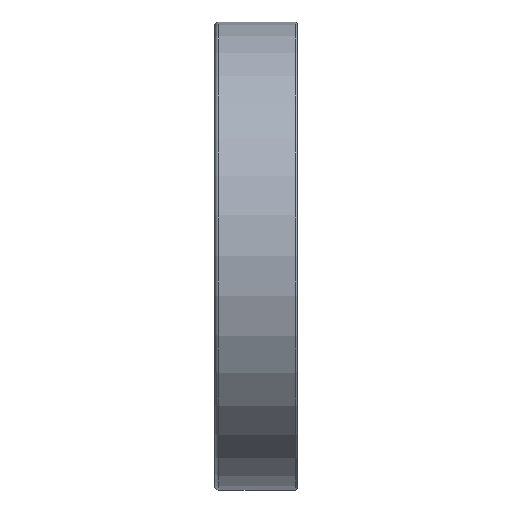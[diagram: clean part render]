
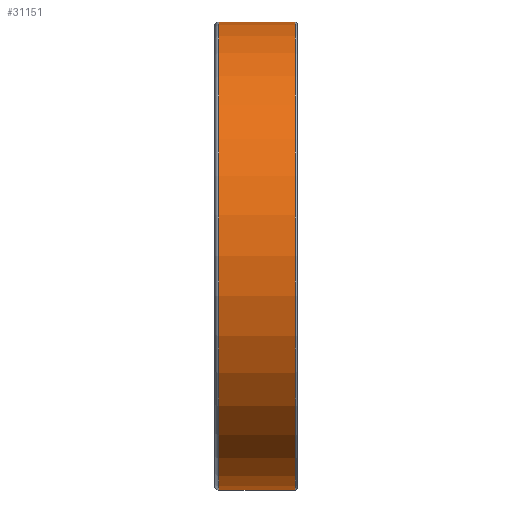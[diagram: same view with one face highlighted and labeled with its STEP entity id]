
A CAD part, top view. The second image highlights one B-rep face of the part: STEP entity #31151.
In plain terms, the highlighted cylindrical face has radius 34 mm (diameter 68 mm), a partial arc.
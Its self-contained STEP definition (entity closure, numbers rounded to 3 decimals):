
#19858=DIRECTION('',(-1.,0.,0.));
#19859=VECTOR('',#19858,11.1);
#19860=CARTESIAN_POINT('',(5.7,34.,0.));
#19861=LINE('',#19860,#19859);
#19865=DIRECTION('',(-1.,0.,0.));
#19866=VECTOR('',#19865,11.1);
#19867=CARTESIAN_POINT('',(5.7,-34.,0.));
#19868=LINE('',#19867,#19866);
#19880=CARTESIAN_POINT('',(5.7,0.,0.));
#19881=DIRECTION('',(1.,0.,0.));
#19882=DIRECTION('',(0.,1.,0.));
#19883=AXIS2_PLACEMENT_3D('',#19880,#19881,#19882);
#19888=CARTESIAN_POINT('',(-5.4,0.,0.));
#19889=DIRECTION('',(1.,0.,0.));
#19890=DIRECTION('',(0.,1.,0.));
#19891=AXIS2_PLACEMENT_3D('',#19888,#19889,#19890);
#27711=CARTESIAN_POINT('',(5.7,34.,0.));
#27712=CARTESIAN_POINT('',(-5.4,34.,0.));
#27713=VERTEX_POINT('',#27711);
#27714=VERTEX_POINT('',#27712);
#27723=CARTESIAN_POINT('',(5.7,-34.,0.));
#27724=CARTESIAN_POINT('',(-5.4,-34.,0.));
#27725=VERTEX_POINT('',#27723);
#27726=VERTEX_POINT('',#27724);
#31139=CARTESIAN_POINT('',(-6.6,0.,0.));
#31140=DIRECTION('',(1.,0.,0.));
#31141=DIRECTION('',(0.,-1.,0.));
#31142=AXIS2_PLACEMENT_3D('',#31139,#31140,#31141);
#31143=CYLINDRICAL_SURFACE('',#31142,34.);
#31144=ORIENTED_EDGE('',*,*,#31129,.F.);
#31145=ORIENTED_EDGE('',*,*,#31106,.T.);
#31146=ORIENTED_EDGE('',*,*,#31133,.T.);
#31148=ORIENTED_EDGE('',*,*,#31147,.F.);
#31149=EDGE_LOOP('',(#31144,#31145,#31146,#31148));
#31150=FACE_OUTER_BOUND('',#31149,.F.);
#19884=CIRCLE('',#19883,34.);
#19892=CIRCLE('',#19891,34.);
#31106=EDGE_CURVE('',#27713,#27725,#19884,.T.);
#31129=EDGE_CURVE('',#27713,#27714,#19861,.T.);
#31133=EDGE_CURVE('',#27725,#27726,#19868,.T.);
#31147=EDGE_CURVE('',#27714,#27726,#19892,.T.);
#31151=ADVANCED_FACE('',(#31150),#31143,.T.);
